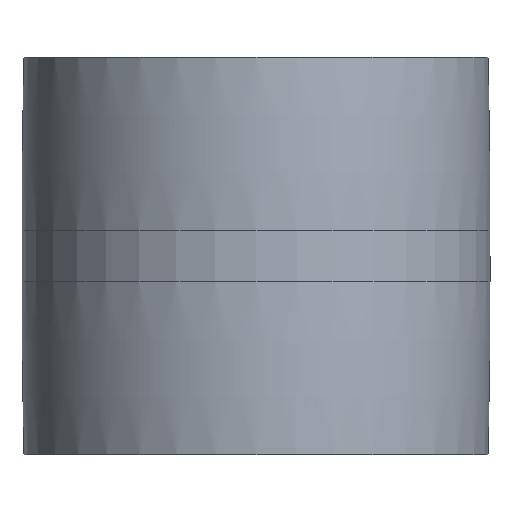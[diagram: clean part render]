
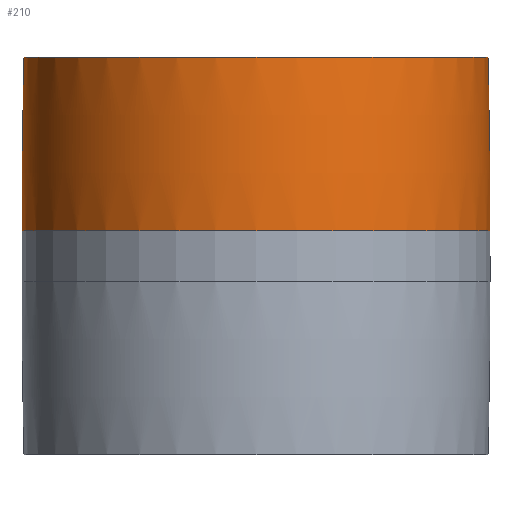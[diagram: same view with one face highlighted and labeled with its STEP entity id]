
A CAD part, front view. The second image highlights one B-rep face of the part: STEP entity #210.
In plain terms, the highlighted toroidal (fillet/blend) face has major radius 3625.03 mm and minor radius 3741.62 mm.
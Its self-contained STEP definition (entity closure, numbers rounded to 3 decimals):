
#14 = TOROIDAL_SURFACE ( 'NONE', #389, -3625.025, 3741.625 ) ;
#23 = AXIS2_PLACEMENT_3D ( 'NONE', #924, #319, #828 ) ;
#26 = AXIS2_PLACEMENT_3D ( 'NONE', #286, #584, #648 ) ;
#48 = VERTEX_POINT ( 'NONE', #298 ) ;
#59 = EDGE_CURVE ( 'NONE', #156, #836, #499, .T. ) ;
#122 = VERTEX_POINT ( 'NONE', #270 ) ;
#151 = FACE_OUTER_BOUND ( 'NONE', #387, .T. ) ;
#156 = VERTEX_POINT ( 'NONE', #661 ) ;
#158 = DIRECTION ( 'NONE',  ( 0., 0., 1. ) ) ;
#167 = CARTESIAN_POINT ( 'NONE',  ( 0., 0., 99. ) ) ;
#210 = ADVANCED_FACE ( 'NONE', ( #151 ), #14, .T. ) ;
#240 = DIRECTION ( 'NONE',  ( 1., 0., 0. ) ) ;
#241 = ORIENTED_EDGE ( 'NONE', *, *, #458, .F. ) ;
#265 = DIRECTION ( 'NONE',  ( 0., 0., 1. ) ) ;
#270 = CARTESIAN_POINT ( 'NONE',  ( -116.6, 0., 12.5 ) ) ;
#276 = CIRCLE ( 'NONE', #814, 115.6 ) ;
#286 = CARTESIAN_POINT ( 'NONE',  ( 3625.025, 0., 12.5 ) ) ;
#296 = ORIENTED_EDGE ( 'NONE', *, *, #872, .T. ) ;
#298 = CARTESIAN_POINT ( 'NONE',  ( -115.6, 0., 99. ) ) ;
#319 = DIRECTION ( 'NONE',  ( 0., 0., 1. ) ) ;
#324 = CARTESIAN_POINT ( 'NONE',  ( 0., 0., 12.5 ) ) ;
#343 = CARTESIAN_POINT ( 'NONE',  ( -3625.025, 0., 12.5 ) ) ;
#387 = EDGE_LOOP ( 'NONE', ( #537, #296, #676, #241 ) ) ;
#389 = AXIS2_PLACEMENT_3D ( 'NONE', #324, #158, #619 ) ;
#458 = EDGE_CURVE ( 'NONE', #48, #836, #276, .T. ) ;
#496 = DIRECTION ( 'NONE',  ( 0., -1., 0. ) ) ;
#499 = CIRCLE ( 'NONE', #901, 3741.625 ) ;
#515 = DIRECTION ( 'NONE',  ( 0., 0., -1. ) ) ;
#519 = CIRCLE ( 'NONE', #23, 116.6 ) ;
#531 = CARTESIAN_POINT ( 'NONE',  ( 115.6, 0., 99. ) ) ;
#537 = ORIENTED_EDGE ( 'NONE', *, *, #774, .F. ) ;
#584 = DIRECTION ( 'NONE',  ( 0., 1., 0. ) ) ;
#619 = DIRECTION ( 'NONE',  ( 1., 0., 0. ) ) ;
#648 = DIRECTION ( 'NONE',  ( -1., 0., 0. ) ) ;
#661 = CARTESIAN_POINT ( 'NONE',  ( 116.6, 0., 12.5 ) ) ;
#676 = ORIENTED_EDGE ( 'NONE', *, *, #59, .T. ) ;
#737 = CIRCLE ( 'NONE', #26, 3741.625 ) ;
#774 = EDGE_CURVE ( 'NONE', #122, #48, #737, .T. ) ;
#814 = AXIS2_PLACEMENT_3D ( 'NONE', #167, #265, #240 ) ;
#828 = DIRECTION ( 'NONE',  ( 1., 0., 0. ) ) ;
#836 = VERTEX_POINT ( 'NONE', #531 ) ;
#872 = EDGE_CURVE ( 'NONE', #122, #156, #519, .T. ) ;
#901 = AXIS2_PLACEMENT_3D ( 'NONE', #343, #496, #515 ) ;
#924 = CARTESIAN_POINT ( 'NONE',  ( 0., 0., 12.5 ) ) ;
